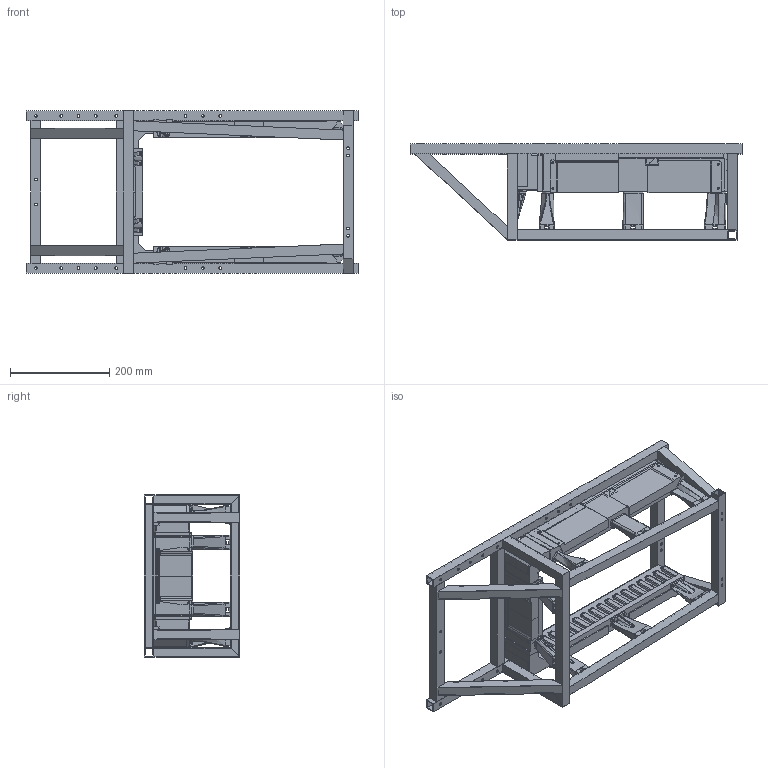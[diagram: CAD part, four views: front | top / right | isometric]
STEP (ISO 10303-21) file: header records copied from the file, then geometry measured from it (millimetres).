
FILE_DESCRIPTION(/* description */ (''),/* implementation_level */ '2;1');
FILE_NAME(/* name */ '',/* time_stamp */ '2023-04-26T00:18:06+02:00',/* author */ (''),/* organization */ (''),/* preprocessor_version */ 'ST-DEVELOPER v19.2',/* originating_system */ 'Autodesk Translation Framework v12.4.0.73',/* authorisation */ '');
FILE_SCHEMA (('AUTOMOTIVE_DESIGN { 1 0 10303 214 3 1 1 }'));
Products named in the file (6): złożenie rama więskza; Component1; rama większa; Component2; PANZER_SZYNEN_TIER1; wanna v3
Assembly tree (5 placements, depth 4):
  złożenie rama więskza
    Component1
      rama większa
        Component2
    PANZER_SZYNEN_TIER1
      wanna v3
Bounding box: 670 x 193.45 x 327 mm (x, y, z)
Volume: 1975527.3 mm3; surface area: 1306254.7 mm2
Topology: 36 solids, 36 shells, 2336 faces, 6122 edges, 3878 vertices
Faces by surface type: plane 1314, cylinder 728, bspline 196, cone 98
Full cylindrical faces by diameter (mm): 3 x22, 3.4 x60, 3.5 x8, 4 x30, 5 x10, 5.5 x52
Entity records: 76743 total; most frequent: CARTESIAN_POINT 18870, ORIENTED_EDGE 12204, DIRECTION 11568, EDGE_CURVE 6102, LINE 4178, VECTOR 4178, VERTEX_POINT 3870, AXIS2_PLACEMENT_3D 3695
